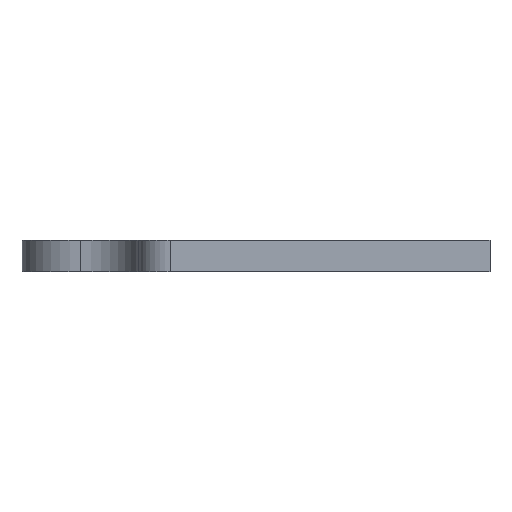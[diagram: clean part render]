
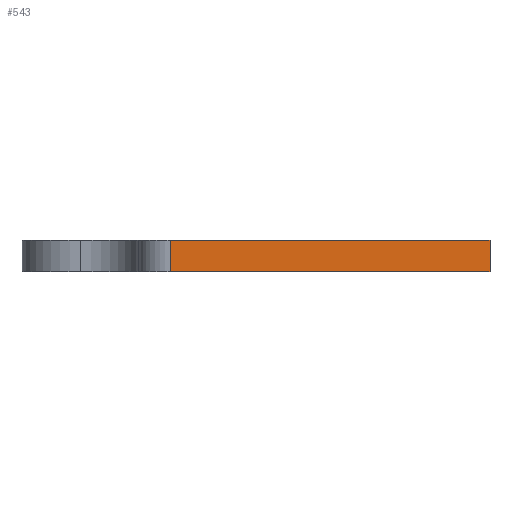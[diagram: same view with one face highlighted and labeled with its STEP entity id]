
A CAD part, front view. The second image highlights one B-rep face of the part: STEP entity #543.
In plain terms, the highlighted planar face has unit normal (0, -1, 0).
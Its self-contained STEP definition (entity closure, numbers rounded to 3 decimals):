
#32 = EDGE_CURVE ( 'NONE', #585, #573, #375, .T. ) ;
#48 = EDGE_CURVE ( 'NONE', #546, #585, #388, .T. ) ;
#50 = EDGE_CURVE ( 'NONE', #576, #546, #389, .T. ) ;
#71 = EDGE_CURVE ( 'NONE', #576, #573, #420, .T. ) ;
#114 = AXIS2_PLACEMENT_3D ( 'NONE', #880, #837, #838 ) ;
#295 = ORIENTED_EDGE ( 'NONE', *, *, #71, .T. ) ;
#298 = ORIENTED_EDGE ( 'NONE', *, *, #48, .F. ) ;
#299 = ORIENTED_EDGE ( 'NONE', *, *, #50, .F. ) ;
#313 = EDGE_LOOP ( 'NONE', ( #321, #298, #299, #295 ) ) ;
#321 = ORIENTED_EDGE ( 'NONE', *, *, #32, .F. ) ;
#339 = VECTOR ( 'NONE', #675, 1000. ) ;
#375 = LINE ( 'NONE', #649, #339 ) ;
#381 = VECTOR ( 'NONE', #707, 1000. ) ;
#388 = LINE ( 'NONE', #731, #381 ) ;
#389 = LINE ( 'NONE', #728, #395 ) ;
#395 = VECTOR ( 'NONE', #729, 1000. ) ;
#420 = LINE ( 'NONE', #764, #421 ) ;
#421 = VECTOR ( 'NONE', #774, 1000. ) ;
#505 = FACE_OUTER_BOUND ( 'NONE', #313, .T. ) ;
#543 = ADVANCED_FACE ( 'NONE', ( #505 ), #847, .T. ) ;
#546 = VERTEX_POINT ( 'NONE', #843 ) ;
#573 = VERTEX_POINT ( 'NONE', #916 ) ;
#576 = VERTEX_POINT ( 'NONE', #919 ) ;
#585 = VERTEX_POINT ( 'NONE', #933 ) ;
#649 = CARTESIAN_POINT ( 'NONE',  ( 19., 0., 0. ) ) ;
#675 = DIRECTION ( 'NONE',  ( 0., 0., 1. ) ) ;
#707 = DIRECTION ( 'NONE',  ( -1., 0., 0. ) ) ;
#728 = CARTESIAN_POINT ( 'NONE',  ( 60., 0., 4. ) ) ;
#729 = DIRECTION ( 'NONE',  ( 0., 0., -1. ) ) ;
#731 = CARTESIAN_POINT ( 'NONE',  ( 29.997, 0., 0. ) ) ;
#764 = CARTESIAN_POINT ( 'NONE',  ( 29.997, 0., 4. ) ) ;
#774 = DIRECTION ( 'NONE',  ( -1., 0., 0. ) ) ;
#837 = DIRECTION ( 'NONE',  ( 0., -1., 0. ) ) ;
#838 = DIRECTION ( 'NONE',  ( 1., 0., 0. ) ) ;
#843 = CARTESIAN_POINT ( 'NONE',  ( 60., 0., 0. ) ) ;
#847 = PLANE ( 'NONE',  #114 ) ;
#880 = CARTESIAN_POINT ( 'NONE',  ( 29.997, 0., 4. ) ) ;
#916 = CARTESIAN_POINT ( 'NONE',  ( 19., 0., 4. ) ) ;
#919 = CARTESIAN_POINT ( 'NONE',  ( 60., 0., 4. ) ) ;
#933 = CARTESIAN_POINT ( 'NONE',  ( 19., 0., 0. ) ) ;
